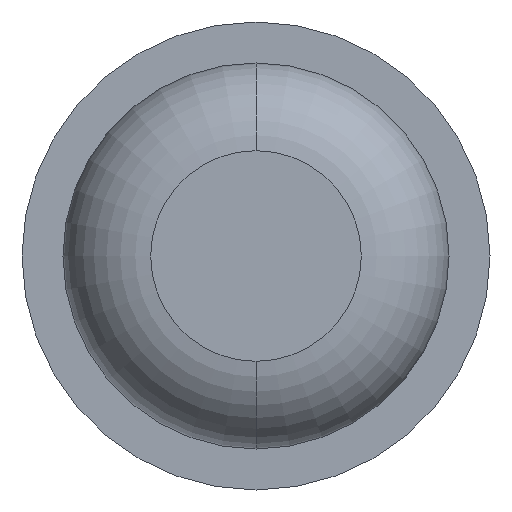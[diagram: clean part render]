
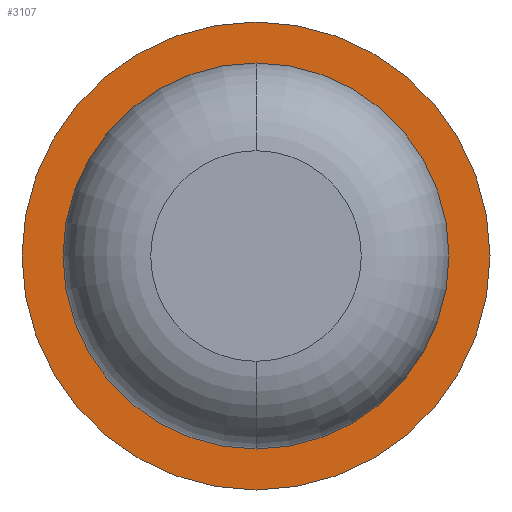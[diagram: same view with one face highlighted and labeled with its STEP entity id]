
A CAD part, front view. The second image highlights one B-rep face of the part: STEP entity #3107.
In plain terms, the highlighted planar face has unit normal (0, -1, 0).
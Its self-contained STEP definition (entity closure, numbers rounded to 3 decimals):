
#27 = AXIS2_PLACEMENT_3D ( 'NONE', #3501, #1000, #3179 ) ;
#78 = CARTESIAN_POINT ( 'NONE',  ( 0., -2., 0. ) ) ;
#229 = DIRECTION ( 'NONE',  ( 0., 1., 0. ) ) ;
#259 = EDGE_CURVE ( 'Defeature ausgef�hrt1_5+Defeature ausgef�hrt1_0+Defeature ausgef�hrt1_0+Defeature ausgef�hrt1_0', #3425, #392, #844, .T. ) ;
#379 = EDGE_CURVE ( 'Defeature ausgef�hrt1_6+Defeature ausgef�hrt1_5+Defeature ausgef�hrt1_5+Defeature ausgef�hrt1_5', #1605, #708, #1913, .T. ) ;
#392 = VERTEX_POINT ( 'NONE', #1239 ) ;
#405 = ORIENTED_EDGE ( 'NONE', *, *, #259, .T. ) ;
#435 = AXIS2_PLACEMENT_3D ( 'NONE', #1633, #3188, #3825 ) ;
#438 = ORIENTED_EDGE ( 'NONE', *, *, #379, .F. ) ;
#701 = DIRECTION ( 'NONE',  ( 0., 0., 1. ) ) ;
#708 = VERTEX_POINT ( 'NONE', #3504 ) ;
#835 = PLANE ( 'NONE',  #3747 ) ;
#844 = CIRCLE ( 'NONE', #435, 0.825 ) ;
#943 = DIRECTION ( 'NONE',  ( 0., 1., 0. ) ) ;
#1000 = DIRECTION ( 'NONE',  ( 0., 1., 0. ) ) ;
#1030 = CARTESIAN_POINT ( 'NONE',  ( 0., -2., -1. ) ) ;
#1165 = CARTESIAN_POINT ( 'NONE',  ( 1., -2., 0. ) ) ;
#1239 = CARTESIAN_POINT ( 'NONE',  ( 0., -2., 0.825 ) ) ;
#1496 = AXIS2_PLACEMENT_3D ( 'NONE', #78, #2284, #701 ) ;
#1605 = VERTEX_POINT ( 'NONE', #1030 ) ;
#1633 = CARTESIAN_POINT ( 'NONE',  ( 0., -2., 0. ) ) ;
#1663 = AXIS2_PLACEMENT_3D ( 'NONE', #1845, #943, #2494 ) ;
#1667 = FACE_BOUND ( 'NONE', #2278, .T. ) ;
#1845 = CARTESIAN_POINT ( 'NONE',  ( 0., -2., 0. ) ) ;
#1913 = CIRCLE ( 'NONE', #1663, 1. ) ;
#2024 = CARTESIAN_POINT ( 'NONE',  ( 0., -2., -0.825 ) ) ;
#2162 = EDGE_LOOP ( 'NONE', ( #2764, #438 ) ) ;
#2278 = EDGE_LOOP ( 'NONE', ( #3127, #405 ) ) ;
#2284 = DIRECTION ( 'NONE',  ( 0., 1., 0. ) ) ;
#2377 = DIRECTION ( 'NONE',  ( 0., 0., 1. ) ) ;
#2494 = DIRECTION ( 'NONE',  ( 0., 0., 1. ) ) ;
#2764 = ORIENTED_EDGE ( 'NONE', *, *, #4008, .F. ) ;
#3107 = ADVANCED_FACE ( 'Defeature ausgef�hrt1_5', ( #3870, #1667 ), #835, .F. ) ;
#3127 = ORIENTED_EDGE ( 'NONE', *, *, #3354, .T. ) ;
#3179 = DIRECTION ( 'NONE',  ( 0., 0., 1. ) ) ;
#3188 = DIRECTION ( 'NONE',  ( 0., 1., 0. ) ) ;
#3354 = EDGE_CURVE ( 'Defeature ausgef�hrt1_5+Defeature ausgef�hrt1_0+Defeature ausgef�hrt1_0+Defeature ausgef�hrt1_0', #392, #3425, #3822, .T. ) ;
#3425 = VERTEX_POINT ( 'NONE', #2024 ) ;
#3501 = CARTESIAN_POINT ( 'NONE',  ( 0., -2., 0. ) ) ;
#3504 = CARTESIAN_POINT ( 'NONE',  ( 0., -2., 1. ) ) ;
#3618 = CIRCLE ( 'NONE', #1496, 1. ) ;
#3747 = AXIS2_PLACEMENT_3D ( 'NONE', #1165, #229, #2377 ) ;
#3822 = CIRCLE ( 'NONE', #27, 0.825 ) ;
#3825 = DIRECTION ( 'NONE',  ( 0., 0., 1. ) ) ;
#3870 = FACE_OUTER_BOUND ( 'NONE', #2162, .T. ) ;
#4008 = EDGE_CURVE ( 'Defeature ausgef�hrt1_6+Defeature ausgef�hrt1_5+Defeature ausgef�hrt1_5+Defeature ausgef�hrt1_5', #708, #1605, #3618, .T. ) ;
